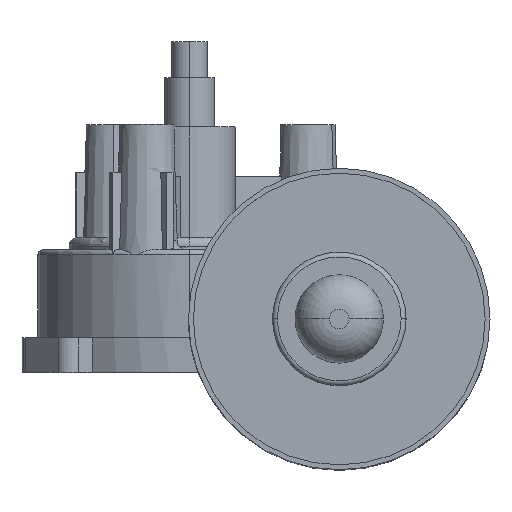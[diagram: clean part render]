
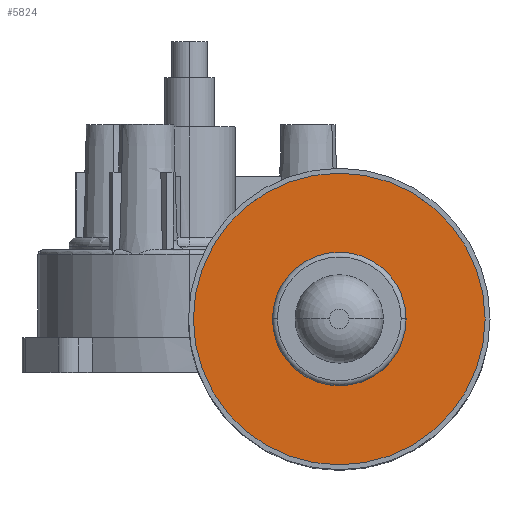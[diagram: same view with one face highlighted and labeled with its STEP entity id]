
A CAD part, top view. The second image highlights one B-rep face of the part: STEP entity #5824.
In plain terms, the highlighted planar face has unit normal (0, 0, 1).
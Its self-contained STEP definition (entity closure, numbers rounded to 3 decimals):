
#20 = EDGE_CURVE ( 'NONE', #3421, #6794, #2447, .T. ) ;
#42 = CARTESIAN_POINT ( 'NONE',  ( 0., 0., 85. ) ) ;
#80 = VERTEX_POINT ( 'NONE', #1101 ) ;
#164 = EDGE_CURVE ( 'NONE', #80, #366, #6185, .T. ) ;
#265 = AXIS2_PLACEMENT_3D ( 'NONE', #1377, #6373, #3034 ) ;
#366 = VERTEX_POINT ( 'NONE', #6402 ) ;
#599 = DIRECTION ( 'NONE',  ( 1., 0., 0. ) ) ;
#1101 = CARTESIAN_POINT ( 'NONE',  ( -29.7, 0., 85. ) ) ;
#1208 = EDGE_LOOP ( 'NONE', ( #3239, #4454 ) ) ;
#1253 = AXIS2_PLACEMENT_3D ( 'NONE', #42, #4236, #3679 ) ;
#1341 = CARTESIAN_POINT ( 'NONE',  ( 0., 0., 85. ) ) ;
#1377 = CARTESIAN_POINT ( 'NONE',  ( 0., 0., 85. ) ) ;
#1647 = DIRECTION ( 'NONE',  ( 0., 0., 1. ) ) ;
#1678 = EDGE_LOOP ( 'NONE', ( #5544, #4578 ) ) ;
#1885 = DIRECTION ( 'NONE',  ( 1., 0., 0. ) ) ;
#2006 = CARTESIAN_POINT ( 'NONE',  ( -13.6, 0., 85. ) ) ;
#2273 = CARTESIAN_POINT ( 'NONE',  ( 0., 0., 85. ) ) ;
#2447 = CIRCLE ( 'NONE', #3610, 13.6 ) ;
#2490 = PLANE ( 'NONE',  #265 ) ;
#2677 = CARTESIAN_POINT ( 'NONE',  ( 13.6, 0., 85. ) ) ;
#3034 = DIRECTION ( 'NONE',  ( 1., 0., 0. ) ) ;
#3239 = ORIENTED_EDGE ( 'NONE', *, *, #6721, .T. ) ;
#3421 = VERTEX_POINT ( 'NONE', #2677 ) ;
#3610 = AXIS2_PLACEMENT_3D ( 'NONE', #2273, #5030, #599 ) ;
#3633 = CIRCLE ( 'NONE', #5948, 29.7 ) ;
#3679 = DIRECTION ( 'NONE',  ( 1., 0., 0. ) ) ;
#3909 = AXIS2_PLACEMENT_3D ( 'NONE', #4945, #1647, #5513 ) ;
#3975 = EDGE_CURVE ( 'NONE', #6794, #3421, #6785, .T. ) ;
#4236 = DIRECTION ( 'NONE',  ( 0., 0., 1. ) ) ;
#4454 = ORIENTED_EDGE ( 'NONE', *, *, #164, .T. ) ;
#4578 = ORIENTED_EDGE ( 'NONE', *, *, #20, .F. ) ;
#4945 = CARTESIAN_POINT ( 'NONE',  ( 0., 0., 85. ) ) ;
#5030 = DIRECTION ( 'NONE',  ( 0., 0., 1. ) ) ;
#5202 = DIRECTION ( 'NONE',  ( 0., 0., 1. ) ) ;
#5513 = DIRECTION ( 'NONE',  ( 1., 0., 0. ) ) ;
#5544 = ORIENTED_EDGE ( 'NONE', *, *, #3975, .F. ) ;
#5651 = FACE_BOUND ( 'NONE', #1678, .T. ) ;
#5824 = ADVANCED_FACE ( 'NONE', ( #5651, #7113 ), #2490, .T. ) ;
#5948 = AXIS2_PLACEMENT_3D ( 'NONE', #1341, #5202, #1885 ) ;
#6185 = CIRCLE ( 'NONE', #1253, 29.7 ) ;
#6373 = DIRECTION ( 'NONE',  ( 0., 0., 1. ) ) ;
#6402 = CARTESIAN_POINT ( 'NONE',  ( 29.7, 0., 85. ) ) ;
#6721 = EDGE_CURVE ( 'NONE', #366, #80, #3633, .T. ) ;
#6785 = CIRCLE ( 'NONE', #3909, 13.6 ) ;
#6794 = VERTEX_POINT ( 'NONE', #2006 ) ;
#7113 = FACE_OUTER_BOUND ( 'NONE', #1208, .T. ) ;
